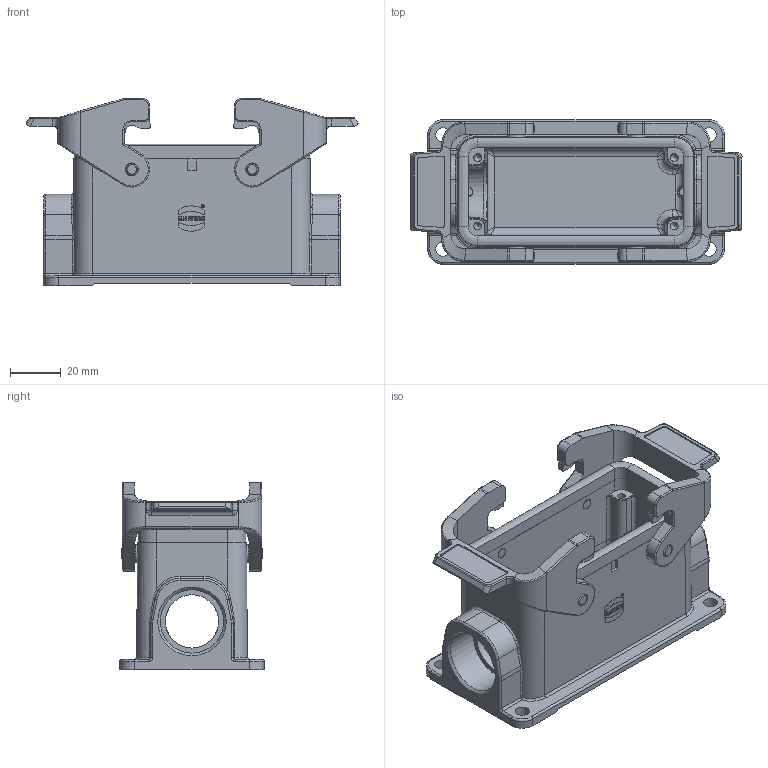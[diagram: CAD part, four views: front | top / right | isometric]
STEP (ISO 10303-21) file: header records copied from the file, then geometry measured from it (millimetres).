
FILE_DESCRIPTION(/* description */ (''),/* implementation_level */ '2;1');
FILE_NAME(/* name */ '100199192ugm000_d.stp',/* time_stamp */ '2022-01-12T09:13:16+01:00',/* author */ (''),/* organization */ (''),/* preprocessor_version */ 'ST-DEVELOPER v16.7',/* originating_system */ 'SIEMENS PLM Software NX 1911',/* authorisation */ '');
FILE_SCHEMA (('AUTOMOTIVE_DESIGN { 1 0 10303 214 3 1 1 1 }'));
Length unit declared in the file: millimetre
Products named in the file (1): 100199192ugm000_d
Bounding box: 130.9 x 57 x 73.8 mm (x, y, z)
Volume: 112557.8 mm3; surface area: 55198.6 mm2
Topology: 3 solids, 3 shells, 702 faces, 1764 edges, 1086 vertices
Faces by surface type: plane 279, cylinder 254, bspline 112, cone 27, torus 24, sphere 4, extrusion 2
Full cylindrical faces by diameter (mm): 1.139 x1, 1.346 x1, 3 x4, 4 x4, 4.8 x4, 5.1 x4, 5.6 x4, 7 x4, 21 x2, 25 x2
Entity records: 27012 total; most frequent: CARTESIAN_POINT 7801, ORIENTED_EDGE 3380, DIRECTION 3264, EDGE_CURVE 1690, AXIS2_PLACEMENT_3D 1181, VERTEX_POINT 1068, VECTOR 902, LINE 900
